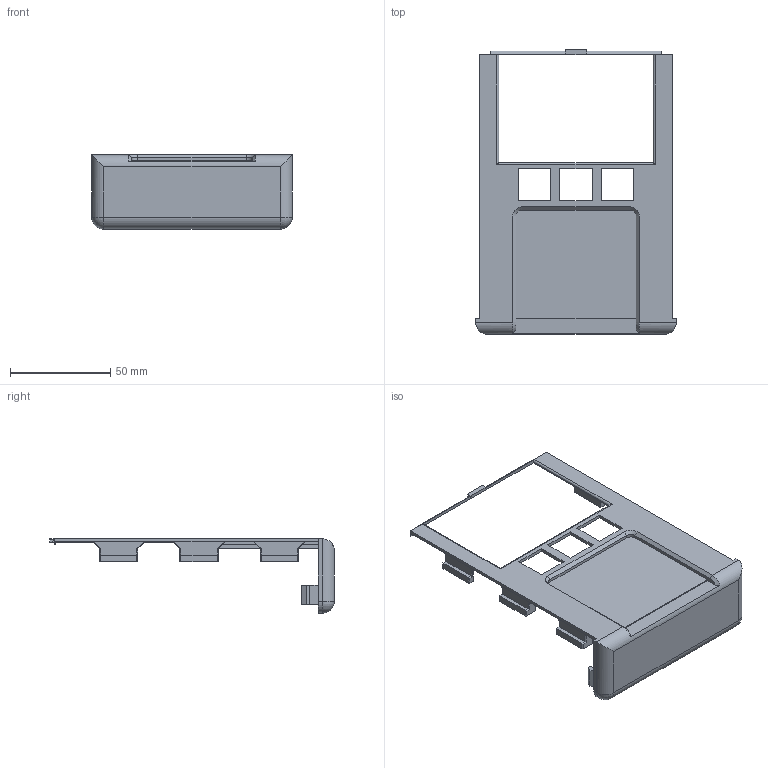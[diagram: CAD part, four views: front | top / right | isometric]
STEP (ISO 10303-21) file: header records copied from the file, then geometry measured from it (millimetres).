
FILE_DESCRIPTION(('FreeCAD Model'),'2;1');
FILE_NAME('Open CASCADE Shape Model','2025-10-18T09:58:26',('Author'),( ''),'Open CASCADE STEP processor 7.9','FreeCAD','Unknown');
FILE_SCHEMA(('AUTOMOTIVE_DESIGN { 1 0 10303 214 1 1 1 1 }'));
Length unit declared in the file: millimetre
Products named in the file (1): Cover
Bounding box: 100 x 142 x 37 mm (x, y, z)
Volume: 47209.4 mm3; surface area: 29976.5 mm2
Topology: 1 solids, 1 shells, 212 faces, 566 edges, 356 vertices
Faces by surface type: plane 193, cylinder 13, cone 4, sphere 2
Entity records: 6436 total; most frequent: CARTESIAN_POINT 1133, ORIENTED_EDGE 1128, DIRECTION 1020, EDGE_CURVE 564, LINE 534, VECTOR 534, VERTEX_POINT 356, AXIS2_PLACEMENT_3D 243
